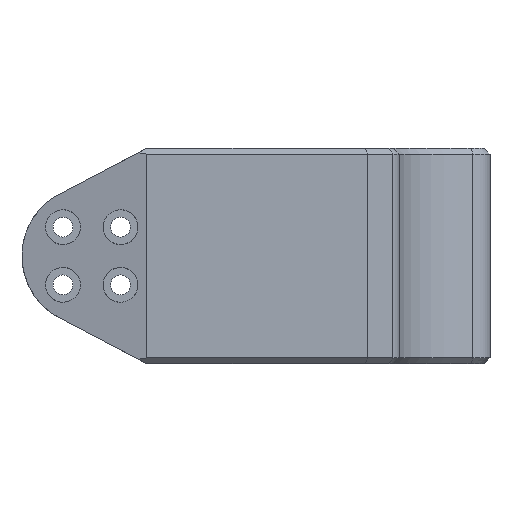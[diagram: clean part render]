
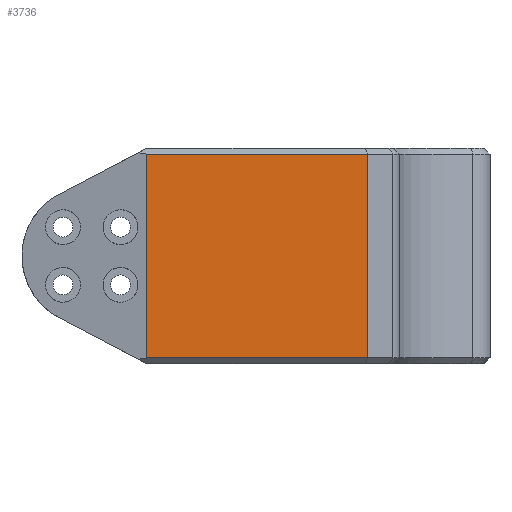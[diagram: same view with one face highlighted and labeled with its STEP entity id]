
A CAD part, front view. The second image highlights one B-rep face of the part: STEP entity #3736.
In plain terms, the highlighted planar face has unit normal (0, -1, 0).
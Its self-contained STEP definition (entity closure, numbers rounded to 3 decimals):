
#11 = ORIENTED_EDGE ( 'NONE', *, *, #4625, .F. ) ;
#134 = DIRECTION ( 'NONE',  ( -1., 0., 0. ) ) ;
#304 = ORIENTED_EDGE ( 'NONE', *, *, #5192, .T. ) ;
#763 = CARTESIAN_POINT ( 'NONE',  ( 12., -33., 37. ) ) ;
#788 = PLANE ( 'NONE',  #1132 ) ;
#1075 = LINE ( 'NONE', #1501, #3408 ) ;
#1132 = AXIS2_PLACEMENT_3D ( 'NONE', #763, #1195, #4187 ) ;
#1195 = DIRECTION ( 'NONE',  ( 0., 1., 0. ) ) ;
#1358 = VECTOR ( 'NONE', #4543, 1000. ) ;
#1501 = CARTESIAN_POINT ( 'NONE',  ( 12., -33., 36. ) ) ;
#1571 = CARTESIAN_POINT ( 'NONE',  ( 12., -33., 1. ) ) ;
#1610 = VERTEX_POINT ( 'NONE', #3556 ) ;
#2019 = VERTEX_POINT ( 'NONE', #3886 ) ;
#2171 = FACE_OUTER_BOUND ( 'NONE', #4874, .T. ) ;
#2290 = CARTESIAN_POINT ( 'NONE',  ( 12., -33., 1. ) ) ;
#2526 = DIRECTION ( 'NONE',  ( 0., 0., -1. ) ) ;
#2528 = CARTESIAN_POINT ( 'NONE',  ( -26., -33., 37. ) ) ;
#2595 = LINE ( 'NONE', #2528, #1358 ) ;
#2607 = VERTEX_POINT ( 'NONE', #2290 ) ;
#2686 = CARTESIAN_POINT ( 'NONE',  ( -26., -33., 1. ) ) ;
#2765 = ORIENTED_EDGE ( 'NONE', *, *, #4261, .T. ) ;
#3098 = ORIENTED_EDGE ( 'NONE', *, *, #4602, .T. ) ;
#3408 = VECTOR ( 'NONE', #134, 1000. ) ;
#3556 = CARTESIAN_POINT ( 'NONE',  ( -26., -33., 36. ) ) ;
#3609 = VECTOR ( 'NONE', #2526, 1000. ) ;
#3736 = ADVANCED_FACE ( 'NONE', ( #2171 ), #788, .F. ) ;
#3886 = CARTESIAN_POINT ( 'NONE',  ( 12., -33., 36. ) ) ;
#3944 = LINE ( 'NONE', #5404, #3609 ) ;
#4011 = LINE ( 'NONE', #1571, #4930 ) ;
#4187 = DIRECTION ( 'NONE',  ( 0., 0., 1. ) ) ;
#4261 = EDGE_CURVE ( 'NONE', #5596, #2607, #4011, .T. ) ;
#4543 = DIRECTION ( 'NONE',  ( 0., 0., -1. ) ) ;
#4602 = EDGE_CURVE ( 'NONE', #2019, #1610, #1075, .T. ) ;
#4625 = EDGE_CURVE ( 'NONE', #2019, #2607, #3944, .T. ) ;
#4874 = EDGE_LOOP ( 'NONE', ( #304, #2765, #11, #3098 ) ) ;
#4930 = VECTOR ( 'NONE', #5997, 1000. ) ;
#5192 = EDGE_CURVE ( 'NONE', #1610, #5596, #2595, .T. ) ;
#5404 = CARTESIAN_POINT ( 'NONE',  ( 12., -33., 37. ) ) ;
#5596 = VERTEX_POINT ( 'NONE', #2686 ) ;
#5997 = DIRECTION ( 'NONE',  ( 1., 0., 0. ) ) ;
